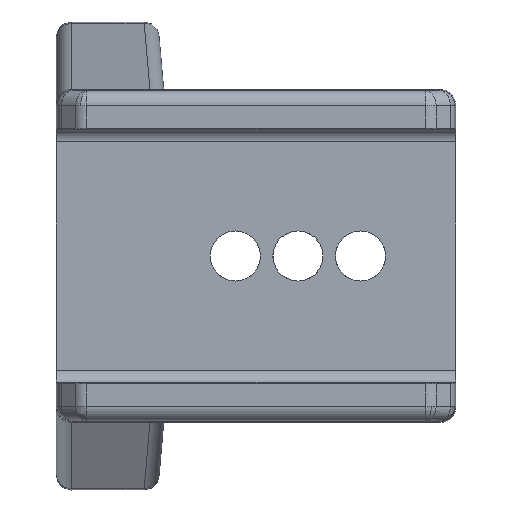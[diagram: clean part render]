
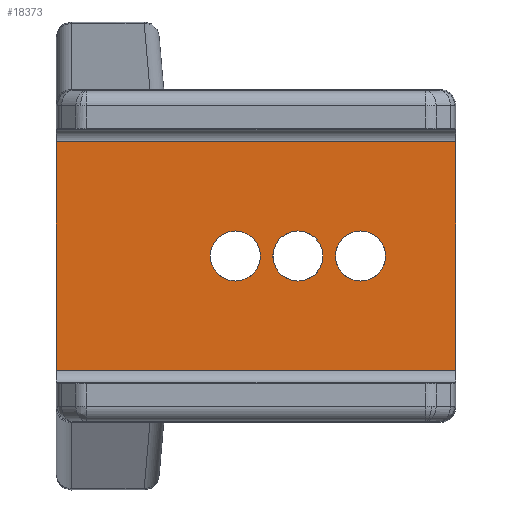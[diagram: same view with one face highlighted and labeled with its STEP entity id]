
A CAD part, left-side view. The second image highlights one B-rep face of the part: STEP entity #18373.
In plain terms, the highlighted planar face has unit normal (-1, 0, 0).
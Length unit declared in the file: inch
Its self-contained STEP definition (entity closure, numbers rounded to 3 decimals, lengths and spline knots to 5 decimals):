
#174 = AXIS2_PLACEMENT_3D ( 'NONE', #25555, #2456, #14315 ) ;
#599 = CIRCLE ( 'NONE', #24698, 0.1 ) ;
#1377 = CARTESIAN_POINT ( 'NONE',  ( 0., -0.25, -0.1 ) ) ;
#1431 = CARTESIAN_POINT ( 'NONE',  ( 0., -0.88, 0.665 ) ) ;
#1705 = EDGE_LOOP ( 'NONE', ( #29261, #9844, #18913, #9937 ) ) ;
#1739 = EDGE_CURVE ( 'NONE', #17851, #2659, #13273, .T. ) ;
#2358 = CARTESIAN_POINT ( 'NONE',  ( 0., -0.88, -0.45587 ) ) ;
#2456 = DIRECTION ( 'NONE',  ( 1., 0., 0. ) ) ;
#2659 = VERTEX_POINT ( 'NONE', #2358 ) ;
#2831 = EDGE_CURVE ( 'NONE', #17851, #14922, #10964, .T. ) ;
#2933 = DIRECTION ( 'NONE',  ( 1., 0., 0. ) ) ;
#2978 = CARTESIAN_POINT ( 'NONE',  ( 0., -0.88, 0.45587 ) ) ;
#3451 = AXIS2_PLACEMENT_3D ( 'NONE', #20755, #30130, #9058 ) ;
#3854 = CIRCLE ( 'NONE', #22533, 0.1 ) ;
#4476 = ORIENTED_EDGE ( 'NONE', *, *, #13620, .T. ) ;
#4650 = VERTEX_POINT ( 'NONE', #23798 ) ;
#5021 = EDGE_CURVE ( 'NONE', #2659, #9148, #24984, .T. ) ;
#5487 = CARTESIAN_POINT ( 'NONE',  ( 0., 0.715, -0.45587 ) ) ;
#5747 = AXIS2_PLACEMENT_3D ( 'NONE', #20235, #15443, #29607 ) ;
#6209 = PLANE ( 'NONE',  #5747 ) ;
#6539 = EDGE_CURVE ( 'NONE', #9717, #4650, #7053, .T. ) ;
#6874 = CIRCLE ( 'NONE', #3451, 0.1 ) ;
#7053 = CIRCLE ( 'NONE', #174, 0.1 ) ;
#7895 = LINE ( 'NONE', #17269, #29456 ) ;
#7987 = ORIENTED_EDGE ( 'NONE', *, *, #6539, .T. ) ;
#8021 = EDGE_LOOP ( 'NONE', ( #21703, #7987 ) ) ;
#8268 = CIRCLE ( 'NONE', #18556, 0.1 ) ;
#8535 = EDGE_LOOP ( 'NONE', ( #9873, #21786 ) ) ;
#9058 = DIRECTION ( 'NONE',  ( 0., 0., -1. ) ) ;
#9148 = VERTEX_POINT ( 'NONE', #2978 ) ;
#9705 = CARTESIAN_POINT ( 'NONE',  ( 0., 0.715, 0.45587 ) ) ;
#9717 = VERTEX_POINT ( 'NONE', #11795 ) ;
#9844 = ORIENTED_EDGE ( 'NONE', *, *, #2831, .F. ) ;
#9873 = ORIENTED_EDGE ( 'NONE', *, *, #21901, .T. ) ;
#9937 = ORIENTED_EDGE ( 'NONE', *, *, #5021, .T. ) ;
#10964 = LINE ( 'NONE', #18042, #24905 ) ;
#11303 = FACE_OUTER_BOUND ( 'NONE', #1705, .T. ) ;
#11786 = CARTESIAN_POINT ( 'NONE',  ( 0., -0.25, 0. ) ) ;
#11795 = CARTESIAN_POINT ( 'NONE',  ( 0., 0., -0.1 ) ) ;
#12098 = DIRECTION ( 'NONE',  ( 1., 0., 0. ) ) ;
#12456 = EDGE_CURVE ( 'NONE', #4650, #9717, #26090, .T. ) ;
#13143 = FACE_BOUND ( 'NONE', #18192, .T. ) ;
#13273 = LINE ( 'NONE', #17741, #17954 ) ;
#13563 = DIRECTION ( 'NONE',  ( 0., -1., 0. ) ) ;
#13620 = EDGE_CURVE ( 'NONE', #27175, #13726, #599, .T. ) ;
#13726 = VERTEX_POINT ( 'NONE', #1377 ) ;
#14315 = DIRECTION ( 'NONE',  ( 0., 0., -1. ) ) ;
#14786 = CARTESIAN_POINT ( 'NONE',  ( 0., -0.25, 0.1 ) ) ;
#14922 = VERTEX_POINT ( 'NONE', #9705 ) ;
#15159 = VECTOR ( 'NONE', #20222, 39.37008 ) ;
#15443 = DIRECTION ( 'NONE',  ( -1., 0., 0. ) ) ;
#15874 = DIRECTION ( 'NONE',  ( 0., 0., 1. ) ) ;
#16244 = AXIS2_PLACEMENT_3D ( 'NONE', #19396, #2933, #28624 ) ;
#16523 = DIRECTION ( 'NONE',  ( 1., 0., 0. ) ) ;
#16916 = CARTESIAN_POINT ( 'NONE',  ( 0., -0.5, 0.1 ) ) ;
#17016 = CARTESIAN_POINT ( 'NONE',  ( 0., -0.5, 0. ) ) ;
#17269 = CARTESIAN_POINT ( 'NONE',  ( 0., -0.88, 0.45587 ) ) ;
#17283 = VERTEX_POINT ( 'NONE', #16916 ) ;
#17741 = CARTESIAN_POINT ( 'NONE',  ( 0., -0.88, -0.45587 ) ) ;
#17851 = VERTEX_POINT ( 'NONE', #5487 ) ;
#17954 = VECTOR ( 'NONE', #13563, 39.37008 ) ;
#18042 = CARTESIAN_POINT ( 'NONE',  ( 0., 0.715, 0. ) ) ;
#18192 = EDGE_LOOP ( 'NONE', ( #4476, #25368 ) ) ;
#18373 = ADVANCED_FACE ( 'NONE', ( #27142, #25150, #13143, #11303 ), #6209, .T. ) ;
#18556 = AXIS2_PLACEMENT_3D ( 'NONE', #11786, #25781, #30097 ) ;
#18838 = CARTESIAN_POINT ( 'NONE',  ( 0., -0.25, 0. ) ) ;
#18913 = ORIENTED_EDGE ( 'NONE', *, *, #1739, .T. ) ;
#19048 = EDGE_CURVE ( 'NONE', #13726, #27175, #8268, .T. ) ;
#19396 = CARTESIAN_POINT ( 'NONE',  ( 0., 0., 0. ) ) ;
#20015 = DIRECTION ( 'NONE',  ( 0., 0., -1. ) ) ;
#20222 = DIRECTION ( 'NONE',  ( 0., 0., 1. ) ) ;
#20235 = CARTESIAN_POINT ( 'NONE',  ( 0., -0.88, -0.505 ) ) ;
#20755 = CARTESIAN_POINT ( 'NONE',  ( 0., -0.5, 0. ) ) ;
#21703 = ORIENTED_EDGE ( 'NONE', *, *, #12456, .T. ) ;
#21786 = ORIENTED_EDGE ( 'NONE', *, *, #23759, .T. ) ;
#21901 = EDGE_CURVE ( 'NONE', #17283, #29619, #3854, .T. ) ;
#22533 = AXIS2_PLACEMENT_3D ( 'NONE', #17016, #12098, #23486 ) ;
#23191 = EDGE_CURVE ( 'NONE', #9148, #14922, #7895, .T. ) ;
#23486 = DIRECTION ( 'NONE',  ( 0., 0., -1. ) ) ;
#23759 = EDGE_CURVE ( 'NONE', #29619, #17283, #6874, .T. ) ;
#23798 = CARTESIAN_POINT ( 'NONE',  ( 0., 0., 0.1 ) ) ;
#24698 = AXIS2_PLACEMENT_3D ( 'NONE', #18838, #16523, #20015 ) ;
#24905 = VECTOR ( 'NONE', #15874, 39.37008 ) ;
#24984 = LINE ( 'NONE', #1431, #15159 ) ;
#25150 = FACE_BOUND ( 'NONE', #8535, .T. ) ;
#25368 = ORIENTED_EDGE ( 'NONE', *, *, #19048, .T. ) ;
#25555 = CARTESIAN_POINT ( 'NONE',  ( 0., 0., 0. ) ) ;
#25781 = DIRECTION ( 'NONE',  ( 1., 0., 0. ) ) ;
#26090 = CIRCLE ( 'NONE', #16244, 0.1 ) ;
#26654 = DIRECTION ( 'NONE',  ( 0., 1., 0. ) ) ;
#26817 = CARTESIAN_POINT ( 'NONE',  ( 0., -0.5, -0.1 ) ) ;
#27142 = FACE_BOUND ( 'NONE', #8021, .T. ) ;
#27175 = VERTEX_POINT ( 'NONE', #14786 ) ;
#28624 = DIRECTION ( 'NONE',  ( 0., 0., -1. ) ) ;
#29261 = ORIENTED_EDGE ( 'NONE', *, *, #23191, .T. ) ;
#29456 = VECTOR ( 'NONE', #26654, 39.37008 ) ;
#29607 = DIRECTION ( 'NONE',  ( 0., 0., 1. ) ) ;
#29619 = VERTEX_POINT ( 'NONE', #26817 ) ;
#30097 = DIRECTION ( 'NONE',  ( 0., 0., -1. ) ) ;
#30130 = DIRECTION ( 'NONE',  ( 1., 0., 0. ) ) ;
